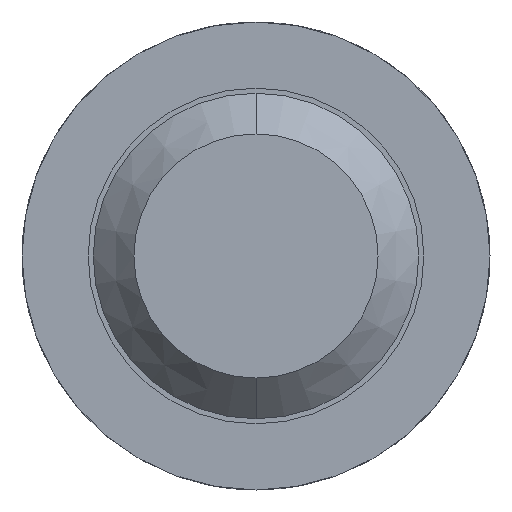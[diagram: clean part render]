
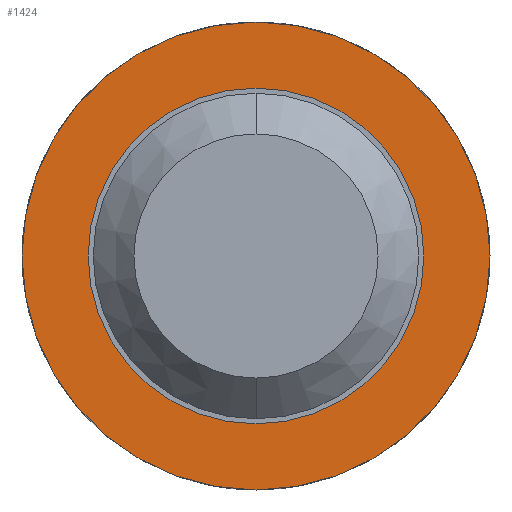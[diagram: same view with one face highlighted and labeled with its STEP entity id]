
A CAD part, front view. The second image highlights one B-rep face of the part: STEP entity #1424.
In plain terms, the highlighted planar face has unit normal (0, -1, 0).
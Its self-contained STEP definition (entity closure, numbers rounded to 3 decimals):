
#54 = ORIENTED_EDGE ( 'NONE', *, *, #3051, .F. ) ;
#210 = EDGE_CURVE ( 'Defeature ausgef�hrt4_46+Defeature ausgef�hrt4_45+Defeature ausgef�hrt4_45+Defeature ausgef�hrt4_45', #1356, #3968, #1650, .T. ) ;
#626 = FACE_BOUND ( 'NONE', #4525, .T. ) ;
#825 = PLANE ( 'NONE',  #2277 ) ;
#889 = VERTEX_POINT ( 'NONE', #1995 ) ;
#1251 = FACE_OUTER_BOUND ( 'NONE', #2482, .T. ) ;
#1276 = DIRECTION ( 'NONE',  ( 0., 1., 0. ) ) ;
#1284 = CARTESIAN_POINT ( 'NONE',  ( 0., -1.5, 1.15 ) ) ;
#1356 = VERTEX_POINT ( 'NONE', #3665 ) ;
#1424 = ADVANCED_FACE ( 'Defeature ausgef�hrt4_46', ( #1251, #626 ), #825, .F. ) ;
#1458 = CARTESIAN_POINT ( 'NONE',  ( 0., -1.5, 0. ) ) ;
#1462 = DIRECTION ( 'NONE',  ( 0., 0., 1. ) ) ;
#1507 = DIRECTION ( 'NONE',  ( 0., 1., 0. ) ) ;
#1546 = DIRECTION ( 'NONE',  ( 0., 0., 1. ) ) ;
#1624 = ORIENTED_EDGE ( 'NONE', *, *, #2280, .F. ) ;
#1650 = CIRCLE ( 'NONE', #4208, 0.825 ) ;
#1681 = AXIS2_PLACEMENT_3D ( 'NONE', #4524, #1276, #2388 ) ;
#1828 = DIRECTION ( 'NONE',  ( 0., 1., 0. ) ) ;
#1995 = CARTESIAN_POINT ( 'NONE',  ( 0., -1.5, -1.15 ) ) ;
#2088 = CIRCLE ( 'NONE', #1681, 1.15 ) ;
#2244 = DIRECTION ( 'NONE',  ( 0., 1., 0. ) ) ;
#2277 = AXIS2_PLACEMENT_3D ( 'NONE', #2916, #1507, #1546 ) ;
#2280 = EDGE_CURVE ( 'Defeature ausgef�hrt4_42+Defeature ausgef�hrt4_46+Defeature ausgef�hrt4_46+Defeature ausgef�hrt4_46', #889, #3270, #2088, .T. ) ;
#2388 = DIRECTION ( 'NONE',  ( 0., 0., 1. ) ) ;
#2482 = EDGE_LOOP ( 'NONE', ( #54, #1624 ) ) ;
#2848 = AXIS2_PLACEMENT_3D ( 'NONE', #1458, #2244, #3960 ) ;
#2916 = CARTESIAN_POINT ( 'NONE',  ( 0.825, -1.5, 0. ) ) ;
#3051 = EDGE_CURVE ( 'Defeature ausgef�hrt4_42+Defeature ausgef�hrt4_46+Defeature ausgef�hrt4_46+Defeature ausgef�hrt4_46', #3270, #889, #3944, .T. ) ;
#3270 = VERTEX_POINT ( 'NONE', #1284 ) ;
#3315 = CARTESIAN_POINT ( 'NONE',  ( 0., -1.5, 0. ) ) ;
#3336 = DIRECTION ( 'NONE',  ( 0., 0., 1. ) ) ;
#3349 = DIRECTION ( 'NONE',  ( 0., 1., 0. ) ) ;
#3518 = CARTESIAN_POINT ( 'NONE',  ( 0., -1.5, -0.825 ) ) ;
#3528 = AXIS2_PLACEMENT_3D ( 'NONE', #3564, #1828, #1462 ) ;
#3564 = CARTESIAN_POINT ( 'NONE',  ( 0., -1.5, 0. ) ) ;
#3665 = CARTESIAN_POINT ( 'NONE',  ( 0., -1.5, 0.825 ) ) ;
#3824 = CIRCLE ( 'NONE', #3528, 0.825 ) ;
#3842 = ORIENTED_EDGE ( 'NONE', *, *, #210, .T. ) ;
#3944 = CIRCLE ( 'NONE', #2848, 1.15 ) ;
#3960 = DIRECTION ( 'NONE',  ( 0., 0., 1. ) ) ;
#3968 = VERTEX_POINT ( 'NONE', #3518 ) ;
#4064 = EDGE_CURVE ( 'Defeature ausgef�hrt4_46+Defeature ausgef�hrt4_45+Defeature ausgef�hrt4_45+Defeature ausgef�hrt4_45', #3968, #1356, #3824, .T. ) ;
#4208 = AXIS2_PLACEMENT_3D ( 'NONE', #3315, #3349, #3336 ) ;
#4352 = ORIENTED_EDGE ( 'NONE', *, *, #4064, .T. ) ;
#4524 = CARTESIAN_POINT ( 'NONE',  ( 0., -1.5, 0. ) ) ;
#4525 = EDGE_LOOP ( 'NONE', ( #3842, #4352 ) ) ;
